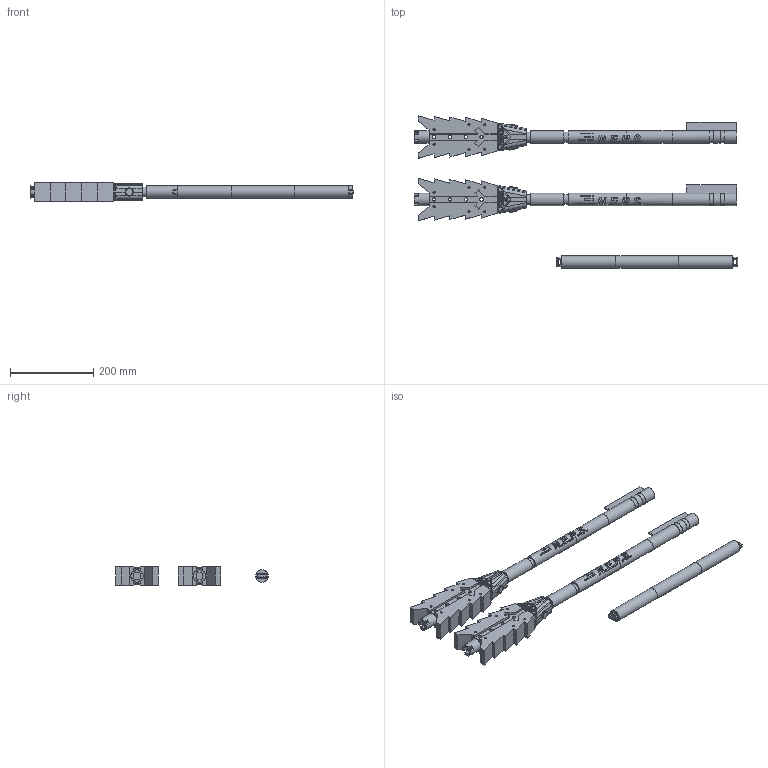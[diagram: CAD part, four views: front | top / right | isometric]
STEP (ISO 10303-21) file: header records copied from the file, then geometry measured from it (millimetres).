
FILE_DESCRIPTION(/* description */ (''),/* implementation_level */ '2;1');
FILE_NAME(/* name */ '',/* time_stamp */ '2025-09-06T10:50:13+09:00',/* author */ (''),/* organization */ (''),/* preprocessor_version */ 'ST-DEVELOPER v20.1',/* originating_system */ 'Autodesk Translation Framework v14.10.0.0',/* authorisation */ '');
FILE_SCHEMA (('AUTOMOTIVE_DESIGN { 1 0 10303 214 3 1 1 }'));
Length unit declared in the file: millimetre
Products named in the file (4): 三節棍; Component6; Component1; Component3
Assembly tree (4 placements, depth 3):
  三節棍
    Component1  x2
      Component3
    Component6
Bounding box: 776 x 366 x 44 mm (x, y, z)
Volume: 2518994 mm3; surface area: 456816.5 mm2
Topology: 47 solids, 47 shells, 1897 faces, 5067 edges, 3354 vertices
Faces by surface type: bspline 848, plane 816, cylinder 205, sphere 16, torus 12
Full cylindrical faces by diameter (mm): 5 x12, 8 x8, 16 x2, 19.4 x2, 20 x2, 24 x8, 24.5 x6, 29.6 x2, 30 x11
Entity records: 43243 total; most frequent: CARTESIAN_POINT 16452, ORIENTED_EDGE 6436, DIRECTION 3759, EDGE_CURVE 3218, VERTEX_POINT 2124, LINE 1835, VECTOR 1835, EDGE_LOOP 1296
